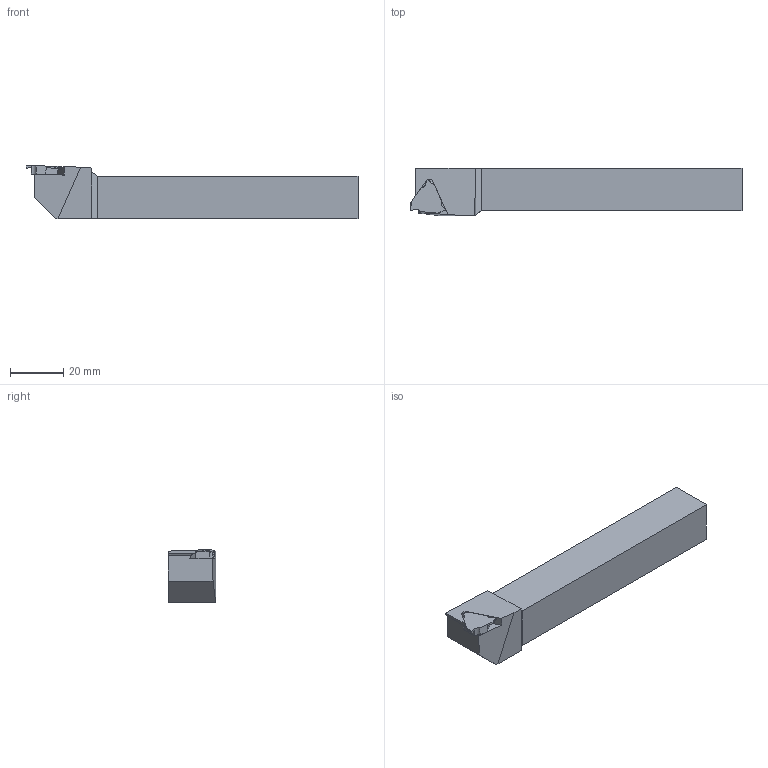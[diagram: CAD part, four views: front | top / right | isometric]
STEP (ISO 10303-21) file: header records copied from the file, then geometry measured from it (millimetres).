
FILE_DESCRIPTION(/* description */ (''),/* implementation_level */ '2;1');
FILE_NAME(/* name */ 'ADKT-GB-R-1616-3.stp',/* time_stamp */ '2023-10-30T19:36:13+03:00',/* author */ (''),/* organization */ (''),/* preprocessor_version */ 'ST-DEVELOPER v19.4',/* originating_system */ 'SIEMENS PLM Software NX2306.3001',/* authorisation */ '');
FILE_SCHEMA (('AUTOMOTIVE_DESIGN { 1 0 10303 214 3 1 1 1 }'));
Length unit declared in the file: millimetre
Products named in the file (1): ADKT-GB-R-1616-3-light
Bounding box: 125 x 18 x 20 mm (x, y, z)
Volume: 32444.3 mm3; surface area: 8912.7 mm2
Topology: 2 solids, 3 shells, 50 faces, 131 edges, 87 vertices
Faces by surface type: plane 39, cylinder 7, cone 3, torus 1
Entity records: 1737 total; most frequent: CARTESIAN_POINT 266, DIRECTION 259, ORIENTED_EDGE 258, EDGE_CURVE 129, LINE 101, VECTOR 101, VERTEX_POINT 86, AXIS2_PLACEMENT_3D 79
